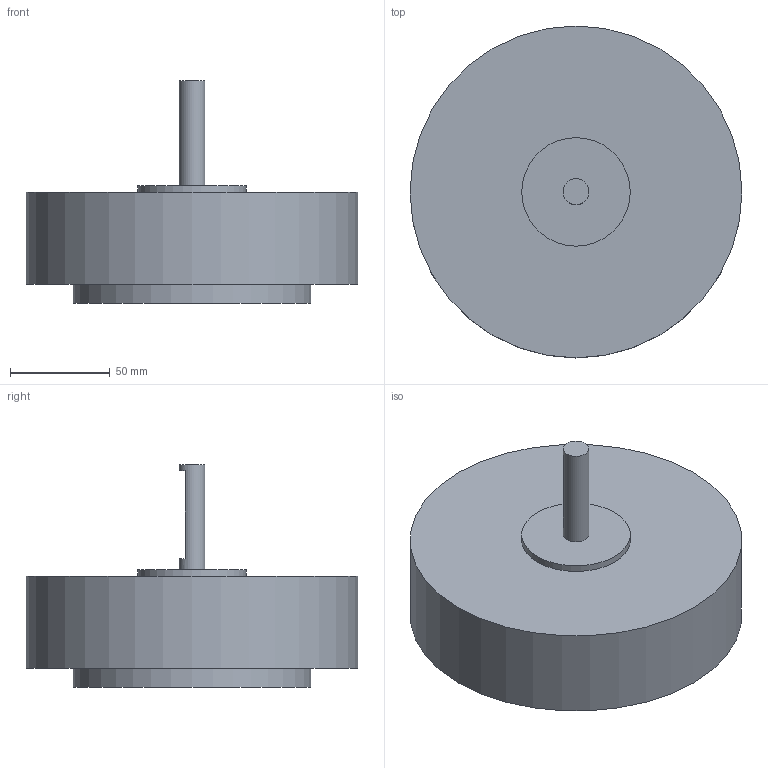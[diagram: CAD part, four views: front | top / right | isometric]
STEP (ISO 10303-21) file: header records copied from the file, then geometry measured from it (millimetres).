
FILE_DESCRIPTION(/* description */ (''),/* implementation_level */ '2;1');
FILE_NAME(/* name */ 'inwheel motor v2.step',/* time_stamp */ '2021-07-19T23:51:23+09:00',/* author */ (''),/* organization */ (''),/* preprocessor_version */ 'ST-DEVELOPER v18.1',/* originating_system */ 'Autodesk Translation Framework v10.9.0.1377',/* authorisation */ '');
FILE_SCHEMA (('AUTOMOTIVE_DESIGN { 1 0 10303 214 3 1 1 }'));
Length unit declared in the file: millimetre
Products named in the file (1): inwheel motor
Bounding box: 166 x 166 x 111.5 mm (x, y, z)
Volume: 1115171.2 mm3; surface area: 73520 mm2
Topology: 1 solids, 1 shells, 12 faces, 18 edges, 12 vertices
Faces by surface type: plane 8, cylinder 4
Full cylindrical faces by diameter (mm): 13 x1, 54.238 x1, 118.958 x1, 166 x1
Entity records: 305 total; most frequent: DIRECTION 54, CARTESIAN_POINT 43, ORIENTED_EDGE 36, AXIS2_PLACEMENT_3D 23, EDGE_CURVE 18, EDGE_LOOP 16, FACE_OUTER_BOUND 12, VERTEX_POINT 12
